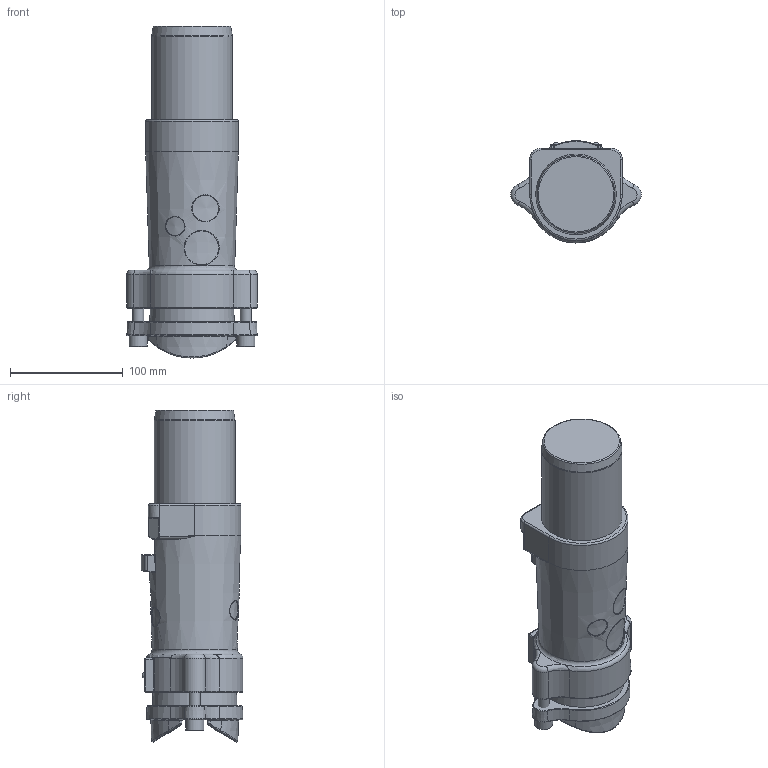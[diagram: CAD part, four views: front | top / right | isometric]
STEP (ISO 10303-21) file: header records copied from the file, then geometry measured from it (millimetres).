
FILE_DESCRIPTION(/* description */ (''),/* implementation_level */ '2;1');
FILE_NAME(/* name */ 'PS Plug [Solid].stp',/* time_stamp */ '2022-10-05T12:47:21+10:00',/* author */ ('a.tao491'),/* organization */ (''),/* preprocessor_version */ 'ST-DEVELOPER v16.5',/* originating_system */ 'Autodesk Inventor 2017',/* authorisation */ '');
FILE_SCHEMA (('AUTOMOTIVE_DESIGN { 1 0 10303 214 3 1 1 }'));
Products named in the file (6): RS1865; 1366; 1568; 1579; 2457_SLD; 2458_SLD
Assembly tree (7 placements, depth 2):
  RS1865
    1366  x2
    1568  x2
    1579
    2457_SLD
    2458_SLD
Bounding box: 115.5 x 90.3 x 294.1 mm (x, y, z)
Volume: 1376662.6 mm3; surface area: 108927.1 mm2
Topology: 7 solids, 7 shells, 2273 faces, 5934 edges, 3882 vertices
Faces by surface type: plane 1417, bspline 622, cylinder 110, torus 73, cone 45, sphere 6
Full cylindrical faces by diameter (mm): 0.75 x1, 1.5 x3, 3 x6, 9.85 x2, 16 x2, 16.667 x2, 23.333 x2, 30 x2, 71.4 x1
Entity records: 77386 total; most frequent: CARTESIAN_POINT 25316, ORIENTED_EDGE 11524, DIRECTION 8254, EDGE_CURVE 5762, LINE 4092, VECTOR 4092, VERTEX_POINT 3795, EDGE_LOOP 2475
